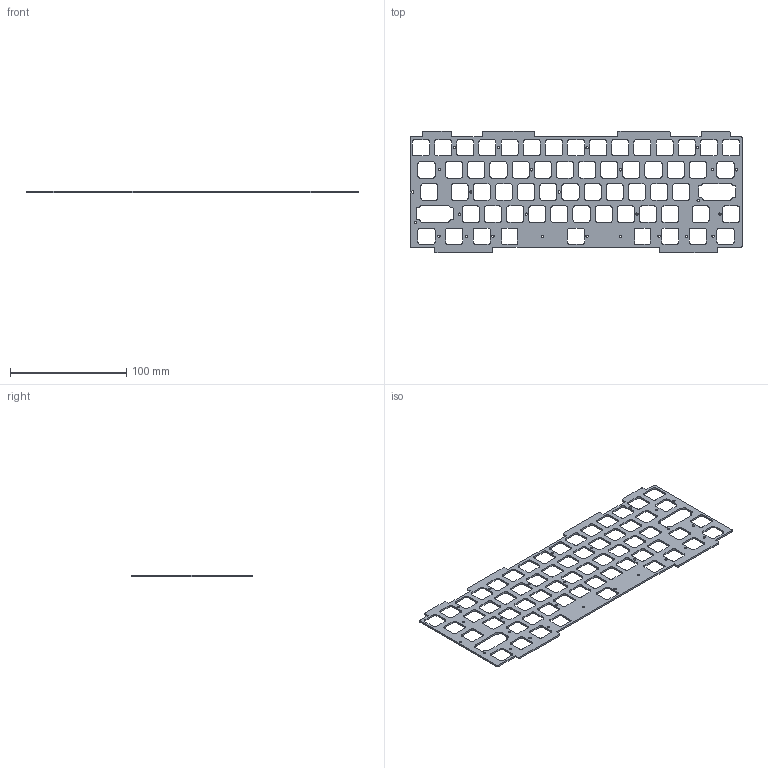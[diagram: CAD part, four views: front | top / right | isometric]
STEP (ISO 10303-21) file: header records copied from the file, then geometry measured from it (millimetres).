
FILE_DESCRIPTION(/* description */ (''),/* implementation_level */ '2;1');
FILE_NAME(/* name */ 'plate_ec60x_splitbs_7u_ansi.step',/* time_stamp */ '2026-02-04T20:45:54+01:00',/* author */ (''),/* organization */ (''),/* preprocessor_version */ 'ST-DEVELOPER v20.1',/* originating_system */ 'Autodesk Translation Framework v14.24.0.0',/* authorisation */ '');
FILE_SCHEMA (('AUTOMOTIVE_DESIGN { 1 0 10303 214 3 1 1 }'));
Length unit declared in the file: millimetre
Products named in the file (4): PoorKoiR2; root; plate; Dynacap_SplitBS
Assembly tree (3 placements, depth 4):
  PoorKoiR2
    root
      plate
        Dynacap_SplitBS
Bounding box: 285.55 x 104.25 x 1.5 mm (x, y, z)
Volume: 22123.3 mm3; surface area: 36245.9 mm2
Topology: 1 solids, 1 shells, 613 faces, 1833 edges, 1222 vertices
Faces by surface type: cylinder 315, plane 298
Full cylindrical faces by diameter (mm): 2 x27
Entity records: 21344 total; most frequent: DIRECTION 3703, CARTESIAN_POINT 3675, ORIENTED_EDGE 3666, EDGE_CURVE 1833, AXIS2_PLACEMENT_3D 1250, VERTEX_POINT 1222, LINE 1203, VECTOR 1203
